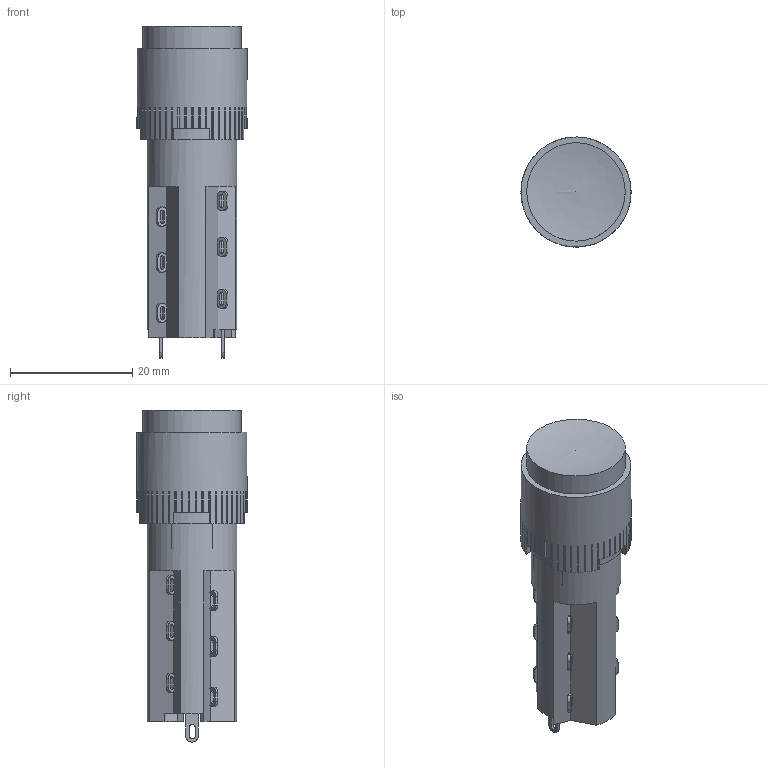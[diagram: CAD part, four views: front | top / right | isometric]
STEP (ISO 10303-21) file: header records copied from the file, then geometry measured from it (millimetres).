
FILE_DESCRIPTION((' '),'2;1');
FILE_NAME('D16xxR130xxx.stp','2017-07-26T14:36:56',(' '),(' '),' ','ACIS',' ');
FILE_SCHEMA(('CONFIG_CONTROL_DESIGN'));
Length unit declared in the file: inch
Products named in the file (3): D16xxR130xxx.stp; Body1; Body2
Assembly tree (2 placements, depth 2):
  D16xxR130xxx.stp
    Body1
    Body2
Bounding box: 18 x 18 x 54.3 mm (x, y, z)
Volume: 6787.5 mm3; surface area: 6918.8 mm2
Topology: 2 solids, 3 shells, 690 faces, 1988 edges, 1320 vertices
Faces by surface type: plane 497, cylinder 137, bspline 55, cone 1
Full cylindrical faces by diameter (mm): 3.2 x2, 3.5 x1, 8.4 x1, 14.4 x1, 14.524 x1, 14.7 x1, 16.1 x2, 18 x1
Entity records: 24843 total; most frequent: CARTESIAN_POINT 6310, ORIENTED_EDGE 3936, DIRECTION 3581, EDGE_CURVE 1968, VECTOR 1411, LINE 1411, VERTEX_POINT 1312, AXIS2_PLACEMENT_3D 1085
